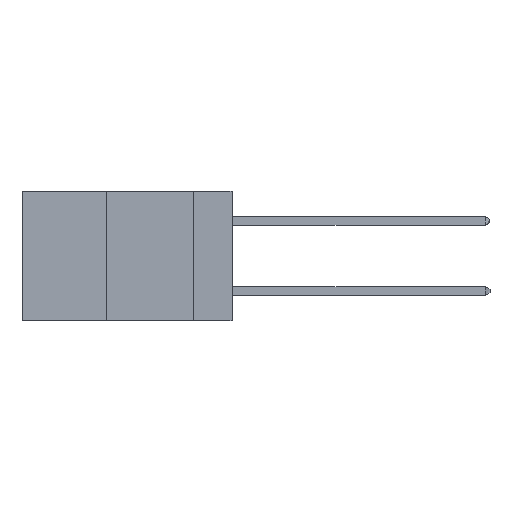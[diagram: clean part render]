
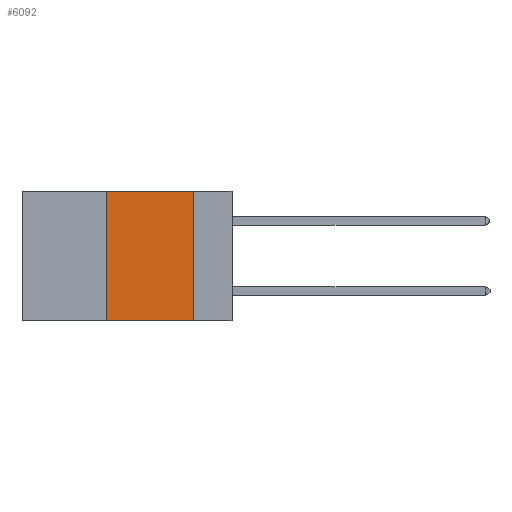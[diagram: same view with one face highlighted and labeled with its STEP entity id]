
A CAD part, left-side view. The second image highlights one B-rep face of the part: STEP entity #6092.
In plain terms, the highlighted planar face has unit normal (-1, 0, 0).
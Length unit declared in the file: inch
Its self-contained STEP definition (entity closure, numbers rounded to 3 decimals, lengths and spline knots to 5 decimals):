
#743 = ORIENTED_EDGE ( 'NONE', *, *, #12916, .T. ) ;
#971 = EDGE_CURVE ( 'NONE', #10914, #10345, #1389, .T. ) ;
#1389 = LINE ( 'NONE', #11648, #5018 ) ;
#3539 = FACE_OUTER_BOUND ( 'NONE', #9211, .T. ) ;
#3569 = PLANE ( 'NONE',  #3705 ) ;
#3705 = AXIS2_PLACEMENT_3D ( 'NONE', #16830, #5355, #16896 ) ;
#4353 = CARTESIAN_POINT ( 'NONE',  ( 0., 0.36, 0. ) ) ;
#5018 = VECTOR ( 'NONE', #10022, 39.37008 ) ;
#5355 = DIRECTION ( 'NONE',  ( 1., 0., 0. ) ) ;
#6092 = ADVANCED_FACE ( 'NONE', ( #3539 ), #3569, .F. ) ;
#6977 = ORIENTED_EDGE ( 'NONE', *, *, #19989, .F. ) ;
#7205 = LINE ( 'NONE', #11021, #15388 ) ;
#7261 = VECTOR ( 'NONE', #19905, 39.37008 ) ;
#8100 = VERTEX_POINT ( 'NONE', #9876 ) ;
#8885 = VECTOR ( 'NONE', #14100, 39.37008 ) ;
#9211 = EDGE_LOOP ( 'NONE', ( #11474, #6977, #19582, #743 ) ) ;
#9261 = EDGE_CURVE ( 'NONE', #12690, #8100, #20369, .T. ) ;
#9876 = CARTESIAN_POINT ( 'NONE',  ( 0., 0.11, -0.37 ) ) ;
#10022 = DIRECTION ( 'NONE',  ( 0., 0., 1. ) ) ;
#10345 = VERTEX_POINT ( 'NONE', #4353 ) ;
#10914 = VERTEX_POINT ( 'NONE', #20942 ) ;
#11021 = CARTESIAN_POINT ( 'NONE',  ( 0., 0.6, -0.37 ) ) ;
#11474 = ORIENTED_EDGE ( 'NONE', *, *, #9261, .F. ) ;
#11648 = CARTESIAN_POINT ( 'NONE',  ( 0., 0.36, 0. ) ) ;
#12690 = VERTEX_POINT ( 'NONE', #20346 ) ;
#12916 = EDGE_CURVE ( 'NONE', #10914, #8100, #7205, .T. ) ;
#14100 = DIRECTION ( 'NONE',  ( 0., -1., 0. ) ) ;
#14178 = CARTESIAN_POINT ( 'NONE',  ( 0., 0.6, 0. ) ) ;
#15388 = VECTOR ( 'NONE', #20844, 39.37008 ) ;
#16830 = CARTESIAN_POINT ( 'NONE',  ( 0., 0.6, 0. ) ) ;
#16896 = DIRECTION ( 'NONE',  ( 0., 0., -1. ) ) ;
#18046 = LINE ( 'NONE', #14178, #8885 ) ;
#18217 = CARTESIAN_POINT ( 'NONE',  ( 0., 0.11, 0. ) ) ;
#19582 = ORIENTED_EDGE ( 'NONE', *, *, #971, .F. ) ;
#19905 = DIRECTION ( 'NONE',  ( 0., 0., -1. ) ) ;
#19989 = EDGE_CURVE ( 'NONE', #10345, #12690, #18046, .T. ) ;
#20346 = CARTESIAN_POINT ( 'NONE',  ( 0., 0.11, 0. ) ) ;
#20369 = LINE ( 'NONE', #18217, #7261 ) ;
#20844 = DIRECTION ( 'NONE',  ( 0., -1., 0. ) ) ;
#20942 = CARTESIAN_POINT ( 'NONE',  ( 0., 0.36, -0.37 ) ) ;
